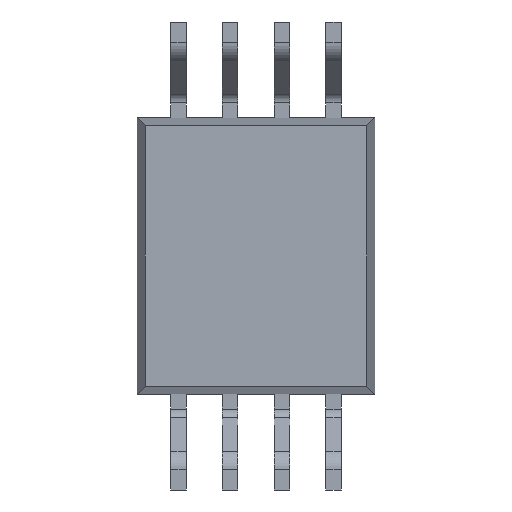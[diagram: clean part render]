
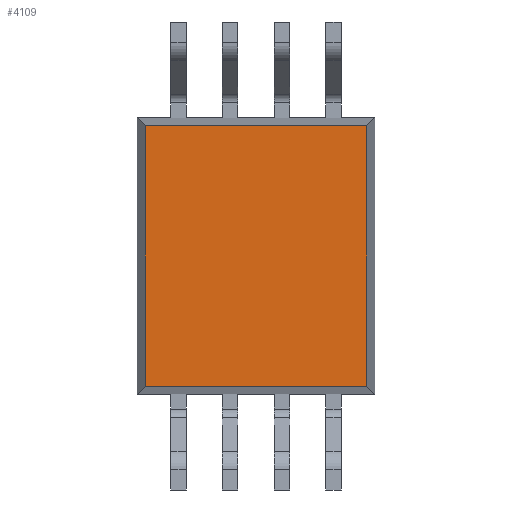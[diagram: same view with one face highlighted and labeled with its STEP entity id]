
A CAD part, front view. The second image highlights one B-rep face of the part: STEP entity #4109.
In plain terms, the highlighted planar face has unit normal (0, -1, 0).
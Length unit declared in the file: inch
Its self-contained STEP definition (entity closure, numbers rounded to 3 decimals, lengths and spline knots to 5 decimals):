
#194 = CARTESIAN_POINT ( 'NONE',  ( 0., -0.065, -0.12602 ) ) ;
#294 = EDGE_LOOP ( 'NONE', ( #3348, #2602, #3762, #504 ) ) ;
#407 = CARTESIAN_POINT ( 'NONE',  ( 0.10702, -0.065, 0. ) ) ;
#504 = ORIENTED_EDGE ( 'NONE', *, *, #2424, .F. ) ;
#572 = DIRECTION ( 'NONE',  ( 1., 0., 0. ) ) ;
#578 = DIRECTION ( 'NONE',  ( 0., 0., 1. ) ) ;
#609 = LINE ( 'NONE', #407, #2470 ) ;
#621 = LINE ( 'NONE', #1908, #3474 ) ;
#718 = FACE_OUTER_BOUND ( 'NONE', #294, .T. ) ;
#931 = DIRECTION ( 'NONE',  ( 0., 1., 0. ) ) ;
#1058 = LINE ( 'NONE', #3747, #2440 ) ;
#1074 = EDGE_CURVE ( 'NONE', #1398, #4209, #1058, .T. ) ;
#1294 = CARTESIAN_POINT ( 'NONE',  ( 0.10702, -0.065, 0.12602 ) ) ;
#1398 = VERTEX_POINT ( 'NONE', #4283 ) ;
#1446 = VECTOR ( 'NONE', #3182, 39.37008 ) ;
#1570 = PLANE ( 'NONE',  #4055 ) ;
#1731 = DIRECTION ( 'NONE',  ( 0., 0., -1. ) ) ;
#1908 = CARTESIAN_POINT ( 'NONE',  ( 0., -0.065, 0.12602 ) ) ;
#2276 = CARTESIAN_POINT ( 'NONE',  ( -0.10702, -0.065, 0.12602 ) ) ;
#2424 = EDGE_CURVE ( 'NONE', #4209, #2954, #621, .T. ) ;
#2440 = VECTOR ( 'NONE', #2693, 39.37008 ) ;
#2470 = VECTOR ( 'NONE', #1731, 39.37008 ) ;
#2602 = ORIENTED_EDGE ( 'NONE', *, *, #2772, .F. ) ;
#2693 = DIRECTION ( 'NONE',  ( 0., 0., 1. ) ) ;
#2772 = EDGE_CURVE ( 'NONE', #4021, #1398, #4151, .T. ) ;
#2954 = VERTEX_POINT ( 'NONE', #1294 ) ;
#2978 = CARTESIAN_POINT ( 'NONE',  ( 0., -0.065, 0. ) ) ;
#3182 = DIRECTION ( 'NONE',  ( -1., 0., 0. ) ) ;
#3348 = ORIENTED_EDGE ( 'NONE', *, *, #1074, .F. ) ;
#3474 = VECTOR ( 'NONE', #572, 39.37008 ) ;
#3747 = CARTESIAN_POINT ( 'NONE',  ( -0.10702, -0.065, 0. ) ) ;
#3762 = ORIENTED_EDGE ( 'NONE', *, *, #4181, .F. ) ;
#3870 = CARTESIAN_POINT ( 'NONE',  ( 0.10702, -0.065, -0.12602 ) ) ;
#4021 = VERTEX_POINT ( 'NONE', #3870 ) ;
#4055 = AXIS2_PLACEMENT_3D ( 'NONE', #2978, #931, #578 ) ;
#4109 = ADVANCED_FACE ( 'NONE', ( #718 ), #1570, .F. ) ;
#4151 = LINE ( 'NONE', #194, #1446 ) ;
#4181 = EDGE_CURVE ( 'NONE', #2954, #4021, #609, .T. ) ;
#4209 = VERTEX_POINT ( 'NONE', #2276 ) ;
#4283 = CARTESIAN_POINT ( 'NONE',  ( -0.10702, -0.065, -0.12602 ) ) ;
